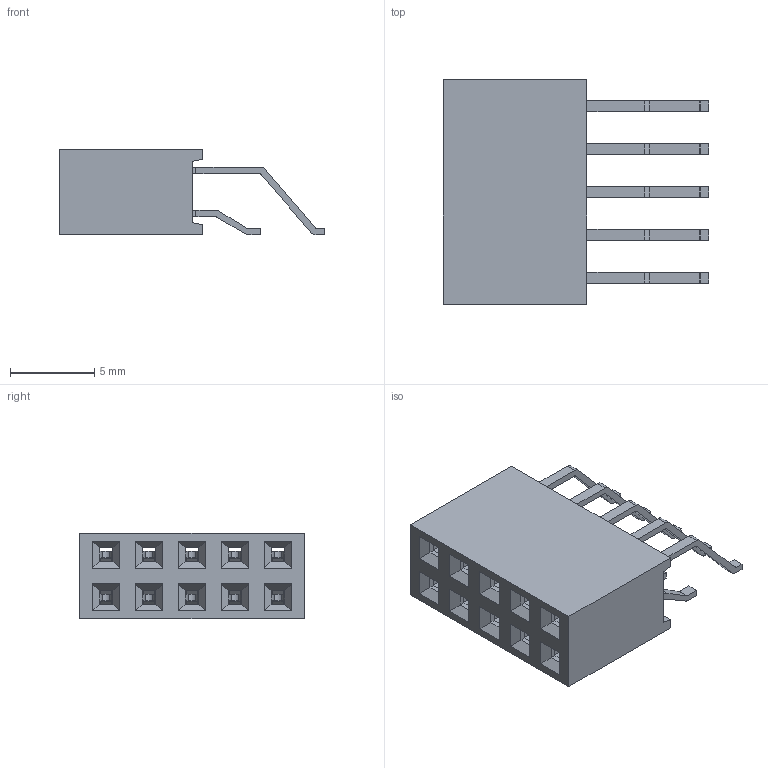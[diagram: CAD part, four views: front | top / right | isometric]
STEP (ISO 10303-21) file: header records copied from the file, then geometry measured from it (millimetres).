
FILE_DESCRIPTION(/* description */ (''),/* implementation_level */ '2;1');
FILE_NAME(/* name */ '1591-10-2-XX-XX.stp',/* time_stamp */ '2026-01-06T16:49:57+08:00',/* author */ (''),/* organization */ (''),/* preprocessor_version */ 'ST-DEVELOPER v15',/* originating_system */ '',/* authorisation */ '');
FILE_SCHEMA (('AP203_CONFIGURATION_CONTROLLED_3D_DESIGN_OF_MECHANICAL_PARTS_AND_ASSEMBLIES_MIM_LF { 1 0 10303 403 2 1 2}'));
Length unit declared in the file: millimetre
Products named in the file (1): 1591-10-2-XX-XX
Bounding box: 15.74 x 13.3 x 5.08 mm (x, y, z)
Volume: 433.8 mm3; surface area: 1412.5 mm2
Topology: 11 solids, 11 shells, 740 faces, 2062 edges, 1348 vertices
Faces by surface type: plane 550, cylinder 190
Entity records: 23618 total; most frequent: CARTESIAN_POINT 4151, ORIENTED_EDGE 4124, DIRECTION 3944, EDGE_CURVE 2062, LINE 1662, VECTOR 1662, VERTEX_POINT 1348, AXIS2_PLACEMENT_3D 1141
